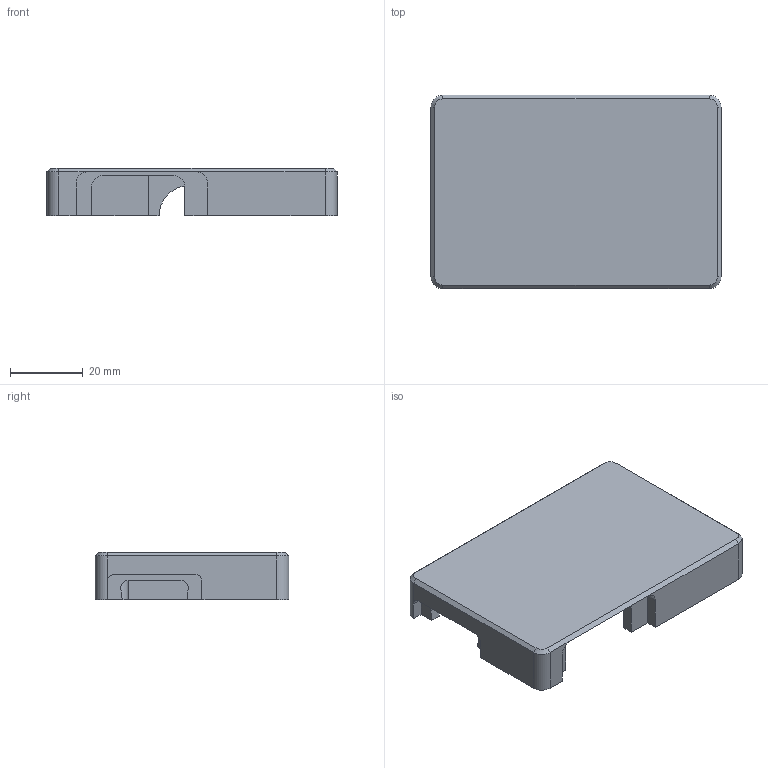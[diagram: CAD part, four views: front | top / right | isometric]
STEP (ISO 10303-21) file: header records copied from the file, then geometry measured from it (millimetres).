
FILE_DESCRIPTION(/* description */ (''),/* implementation_level */ '2;1');
FILE_NAME(/* name */ 'Triple Controller Adapter Top.step',/* time_stamp */ '2021-10-10T22:33:52-05:00',/* author */ (''),/* organization */ (''),/* preprocessor_version */ 'ST-DEVELOPER v18.1',/* originating_system */ 'Autodesk Translation Framework v10.10.0.1391',/* authorisation */ '');
FILE_SCHEMA (('AUTOMOTIVE_DESIGN { 1 0 10303 214 3 1 1 }'));
Length unit declared in the file: millimetre
Products named in the file (1): Top
Bounding box: 79.5 x 53 x 13 mm (x, y, z)
Volume: 14236.6 mm3; surface area: 13318.1 mm2
Topology: 1 solids, 1 shells, 94 faces, 249 edges, 161 vertices
Faces by surface type: plane 62, cylinder 24, cone 8
Full cylindrical faces by diameter (mm): 2 x4
Entity records: 2923 total; most frequent: CARTESIAN_POINT 508, ORIENTED_EDGE 498, DIRECTION 494, EDGE_CURVE 249, LINE 192, VECTOR 192, VERTEX_POINT 161, AXIS2_PLACEMENT_3D 151
